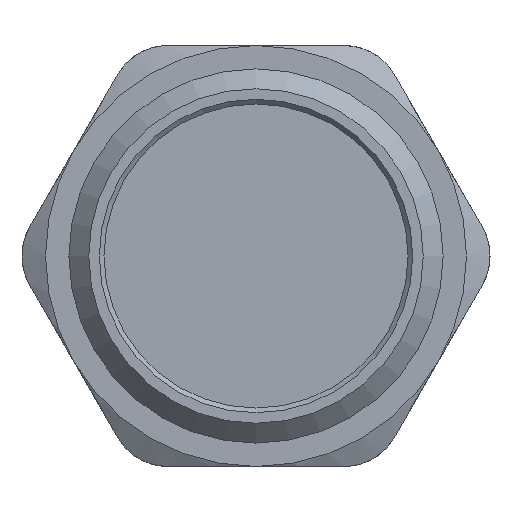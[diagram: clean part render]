
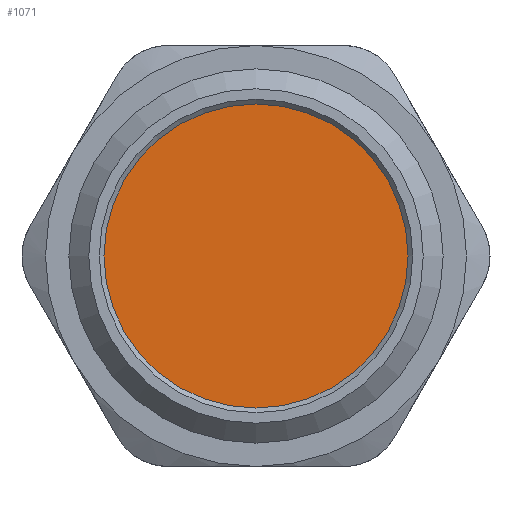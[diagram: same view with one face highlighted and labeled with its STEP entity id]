
A CAD part, front view. The second image highlights one B-rep face of the part: STEP entity #1071.
In plain terms, the highlighted planar face has unit normal (0, -1, 0).
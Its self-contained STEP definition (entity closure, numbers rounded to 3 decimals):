
#245=FACE_OUTER_BOUND('',#314,.T.);
#314=EDGE_LOOP('',(#710));
#390=CIRCLE('',#1165,6.5);
#436=VERTEX_POINT('',#1573);
#543=EDGE_CURVE('',#436,#436,#390,.T.);
#710=ORIENTED_EDGE('',*,*,#543,.T.);
#1044=PLANE('',#1164);
#1071=ADVANCED_FACE('',(#245),#1044,.F.);
#1164=AXIS2_PLACEMENT_3D('',#1572,#1283,#1284);
#1165=AXIS2_PLACEMENT_3D('',#1574,#1285,#1286);
#1283=DIRECTION('center_axis',(0.,1.,0.));
#1284=DIRECTION('ref_axis',(0.,0.,1.));
#1285=DIRECTION('center_axis',(0.,-1.,0.));
#1286=DIRECTION('ref_axis',(-1.,0.,0.));
#1572=CARTESIAN_POINT('Origin',(-3.716,-7.452,0.));
#1573=CARTESIAN_POINT('',(2.784,-7.452,0.));
#1574=CARTESIAN_POINT('Origin',(-3.716,-7.452,0.));
